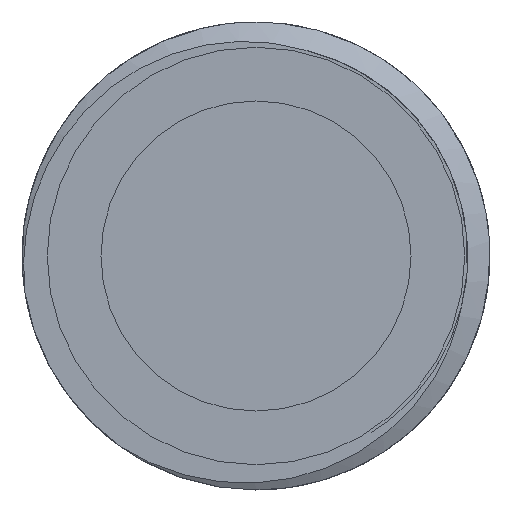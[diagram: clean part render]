
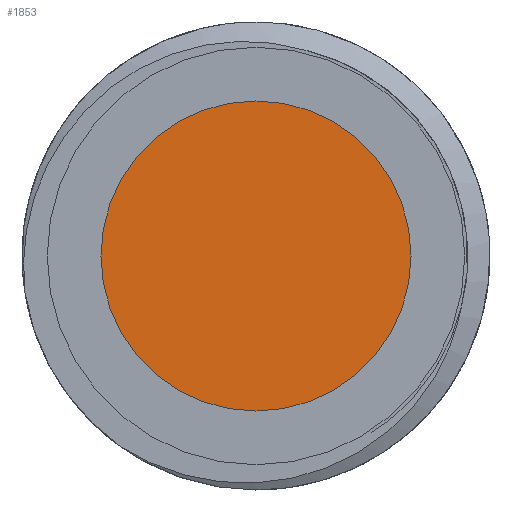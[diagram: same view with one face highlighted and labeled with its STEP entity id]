
A CAD part, left-side view. The second image highlights one B-rep face of the part: STEP entity #1853.
In plain terms, the highlighted planar face has unit normal (-1, 0, 0).
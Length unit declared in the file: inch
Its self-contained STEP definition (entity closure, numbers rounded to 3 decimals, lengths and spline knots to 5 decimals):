
#296 = CARTESIAN_POINT ( 'NONE',  ( 0.26482, 0., 0. ) ) ;
#425 = PLANE ( 'NONE',  #812 ) ;
#450 = DIRECTION ( 'NONE',  ( 0., 0., 1. ) ) ;
#683 = EDGE_CURVE ( 'NONE', #4606, #1132, #2278, .T. ) ;
#812 = AXIS2_PLACEMENT_3D ( 'NONE', #2570, #3644, #450 ) ;
#907 = AXIS2_PLACEMENT_3D ( 'NONE', #296, #3062, #2646 ) ;
#1132 = VERTEX_POINT ( 'NONE', #3754 ) ;
#1216 = DIRECTION ( 'NONE',  ( 0., 0., -1. ) ) ;
#1248 = ORIENTED_EDGE ( 'NONE', *, *, #683, .F. ) ;
#1435 = ORIENTED_EDGE ( 'NONE', *, *, #3431, .F. ) ;
#1438 = CARTESIAN_POINT ( 'NONE',  ( 0.26482, 0., -0.20874 ) ) ;
#1574 = EDGE_LOOP ( 'NONE', ( #1248, #1435 ) ) ;
#1853 = ADVANCED_FACE ( 'NONE', ( #4341 ), #425, .T. ) ;
#2020 = CIRCLE ( 'NONE', #907, 0.20874 ) ;
#2278 = CIRCLE ( 'NONE', #3252, 0.20874 ) ;
#2283 = CARTESIAN_POINT ( 'NONE',  ( 0.26482, 0., 0. ) ) ;
#2570 = CARTESIAN_POINT ( 'NONE',  ( 0.26482, 0.20874, 0. ) ) ;
#2646 = DIRECTION ( 'NONE',  ( 0., 0., -1. ) ) ;
#3029 = DIRECTION ( 'NONE',  ( 1., 0., 0. ) ) ;
#3062 = DIRECTION ( 'NONE',  ( 1., 0., 0. ) ) ;
#3252 = AXIS2_PLACEMENT_3D ( 'NONE', #2283, #3029, #1216 ) ;
#3431 = EDGE_CURVE ( 'NONE', #1132, #4606, #2020, .T. ) ;
#3644 = DIRECTION ( 'NONE',  ( -1., 0., 0. ) ) ;
#3754 = CARTESIAN_POINT ( 'NONE',  ( 0.26482, 0., 0.20874 ) ) ;
#4341 = FACE_OUTER_BOUND ( 'NONE', #1574, .T. ) ;
#4606 = VERTEX_POINT ( 'NONE', #1438 ) ;
